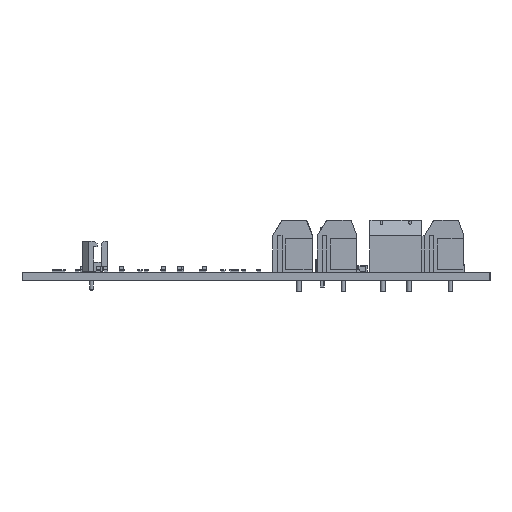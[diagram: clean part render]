
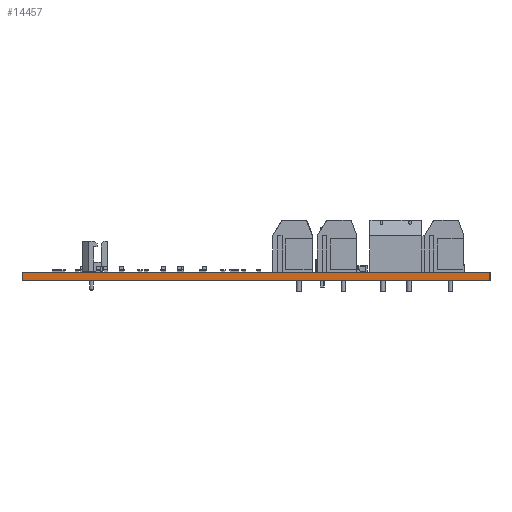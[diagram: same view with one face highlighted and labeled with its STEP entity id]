
A CAD part, left-side view. The second image highlights one B-rep face of the part: STEP entity #14457.
In plain terms, the highlighted planar face has unit normal (-1, 0, 0).
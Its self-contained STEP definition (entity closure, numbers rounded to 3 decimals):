
#14401 = VERTEX_POINT('',#14402);
#14402 = CARTESIAN_POINT('',(120.,-140.,1.6));
#14408 = EDGE_CURVE('',#14409,#14401,#14411,.T.);
#14409 = VERTEX_POINT('',#14410);
#14410 = CARTESIAN_POINT('',(120.,-140.,0.));
#14411 = LINE('',#14412,#14413);
#14412 = CARTESIAN_POINT('',(120.,-140.,0.));
#14413 = VECTOR('',#14414,1.);
#14414 = DIRECTION('',(0.,0.,1.));
#14457 = ADVANCED_FACE('',(#14458),#14483,.T.);
#14458 = FACE_BOUND('',#14459,.T.);
#14459 = EDGE_LOOP('',(#14460,#14461,#14469,#14477));
#14460 = ORIENTED_EDGE('',*,*,#14408,.T.);
#14461 = ORIENTED_EDGE('',*,*,#14462,.T.);
#14462 = EDGE_CURVE('',#14401,#14463,#14465,.T.);
#14463 = VERTEX_POINT('',#14464);
#14464 = CARTESIAN_POINT('',(120.,-50.,1.6));
#14465 = LINE('',#14466,#14467);
#14466 = CARTESIAN_POINT('',(120.,-140.,1.6));
#14467 = VECTOR('',#14468,1.);
#14468 = DIRECTION('',(0.,1.,0.));
#14469 = ORIENTED_EDGE('',*,*,#14470,.F.);
#14470 = EDGE_CURVE('',#14471,#14463,#14473,.T.);
#14471 = VERTEX_POINT('',#14472);
#14472 = CARTESIAN_POINT('',(120.,-50.,0.));
#14473 = LINE('',#14474,#14475);
#14474 = CARTESIAN_POINT('',(120.,-50.,0.));
#14475 = VECTOR('',#14476,1.);
#14476 = DIRECTION('',(0.,0.,1.));
#14477 = ORIENTED_EDGE('',*,*,#14478,.F.);
#14478 = EDGE_CURVE('',#14409,#14471,#14479,.T.);
#14479 = LINE('',#14480,#14481);
#14480 = CARTESIAN_POINT('',(120.,-140.,0.));
#14481 = VECTOR('',#14482,1.);
#14482 = DIRECTION('',(0.,1.,0.));
#14483 = PLANE('',#14484);
#14484 = AXIS2_PLACEMENT_3D('',#14485,#14486,#14487);
#14485 = CARTESIAN_POINT('',(120.,-140.,0.));
#14486 = DIRECTION('',(-1.,0.,0.));
#14487 = DIRECTION('',(0.,1.,0.));
